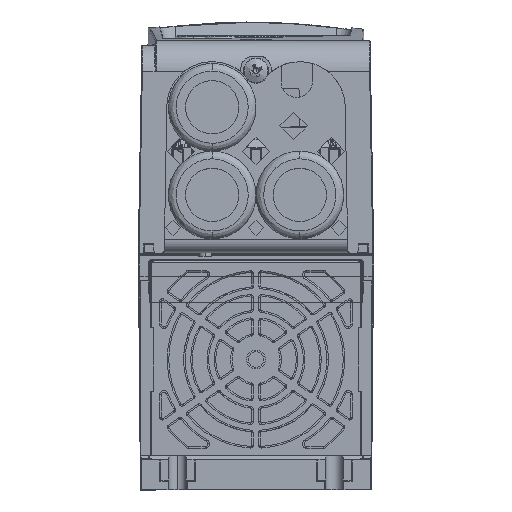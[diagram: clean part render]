
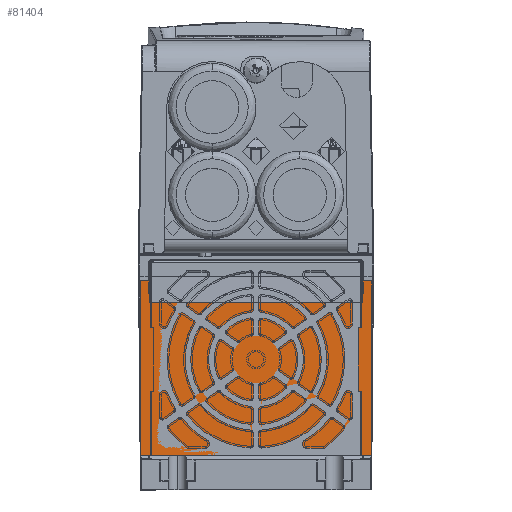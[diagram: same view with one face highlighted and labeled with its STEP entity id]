
A CAD part, front view. The second image highlights one B-rep face of the part: STEP entity #81404.
In plain terms, the highlighted planar face has unit normal (0, -1, 0).
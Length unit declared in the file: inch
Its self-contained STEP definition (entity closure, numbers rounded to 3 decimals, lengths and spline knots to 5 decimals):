
#483 = EDGE_CURVE ( 'NONE', #57332, #100433, #115781, .T. ) ;
#1128 = CARTESIAN_POINT ( 'NONE',  ( 1.34252, -3.15476, -0.3388 ) ) ;
#1583 = EDGE_CURVE ( 'NONE', #8037, #81850, #118151, .T. ) ;
#1614 = CARTESIAN_POINT ( 'NONE',  ( -1.45336, -3.15476, -2.8 ) ) ;
#1714 = CARTESIAN_POINT ( 'NONE',  ( -1.45336, -3.15476, -0.6 ) ) ;
#4652 = VERTEX_POINT ( 'NONE', #16903 ) ;
#6474 = CARTESIAN_POINT ( 'NONE',  ( -1.35023, -3.15476, -0.6 ) ) ;
#6476 = VECTOR ( 'NONE', #94890, 39.37008 ) ;
#7036 = FACE_OUTER_BOUND ( 'NONE', #37536, .T. ) ;
#8037 = VERTEX_POINT ( 'NONE', #182112 ) ;
#9932 = EDGE_CURVE ( 'NONE', #8037, #54809, #219090, .T. ) ;
#12683 = CARTESIAN_POINT ( 'NONE',  ( 0., -3.15476, -2.8 ) ) ;
#14220 = ORIENTED_EDGE ( 'NONE', *, *, #483, .F. ) ;
#16630 = CARTESIAN_POINT ( 'NONE',  ( 1.34252, -3.15476, -0.8749 ) ) ;
#16903 = CARTESIAN_POINT ( 'NONE',  ( -1.34252, -3.15476, -0.8749 ) ) ;
#17374 = ORIENTED_EDGE ( 'NONE', *, *, #141812, .T. ) ;
#24931 = CARTESIAN_POINT ( 'NONE',  ( 1.34806, -3.15476, -0.6455 ) ) ;
#25614 = ORIENTED_EDGE ( 'NONE', *, *, #45256, .F. ) ;
#30953 = ORIENTED_EDGE ( 'NONE', *, *, #218732, .F. ) ;
#37536 = EDGE_LOOP ( 'NONE', ( #146489, #40804, #193686, #175381, #30953, #151406, #25614, #17374, #14220, #51951 ) ) ;
#39166 = CARTESIAN_POINT ( 'NONE',  ( 0., -3.15476, -0.8749 ) ) ;
#40804 = ORIENTED_EDGE ( 'NONE', *, *, #140217, .F. ) ;
#42817 = CARTESIAN_POINT ( 'NONE',  ( 1.35023, -3.15476, -0.6 ) ) ;
#44093 = VECTOR ( 'NONE', #137485, 39.37008 ) ;
#44261 = CARTESIAN_POINT ( 'NONE',  ( 1.34252, -3.15476, -0.82763 ) ) ;
#45256 = EDGE_CURVE ( 'NONE', #50312, #4652, #76151, .T. ) ;
#47315 = CARTESIAN_POINT ( 'NONE',  ( -1.35023, -3.15476, -0.6 ) ) ;
#50312 = VERTEX_POINT ( 'NONE', #182958 ) ;
#51951 = ORIENTED_EDGE ( 'NONE', *, *, #117499, .T. ) ;
#53828 = CARTESIAN_POINT ( 'NONE',  ( 1.34252, -3.15476, -0.87317 ) ) ;
#54809 = VERTEX_POINT ( 'NONE', #53828 ) ;
#55377 = DIRECTION ( 'NONE',  ( 1., 0., 0. ) ) ;
#57332 = VERTEX_POINT ( 'NONE', #213307 ) ;
#59870 = AXIS2_PLACEMENT_3D ( 'NONE', #168802, #83966, #118297 ) ;
#64482 = CARTESIAN_POINT ( 'NONE',  ( -1.34252, -3.15476, -0.87318 ) ) ;
#71133 = CARTESIAN_POINT ( 'NONE',  ( 1.45336, -3.15476, -2.8 ) ) ;
#74849 = CARTESIAN_POINT ( 'NONE',  ( 1.34252, -3.15476, -0.87317 ) ) ;
#76151 = LINE ( 'NONE', #84714, #121522 ) ;
#81404 = ADVANCED_FACE ( 'NONE', ( #7036 ), #151731, .F. ) ;
#81587 = CARTESIAN_POINT ( 'NONE',  ( -1.34252, -3.15476, -0.82763 ) ) ;
#81850 = VERTEX_POINT ( 'NONE', #101571 ) ;
#83966 = DIRECTION ( 'NONE',  ( 0., 1., 0. ) ) ;
#84236 = LINE ( 'NONE', #39166, #166866 ) ;
#84714 = CARTESIAN_POINT ( 'NONE',  ( -1.34252, -3.15476, -0.3388 ) ) ;
#91997 = VECTOR ( 'NONE', #183825, 39.37008 ) ;
#92000 = LINE ( 'NONE', #1128, #44093 ) ;
#94890 = DIRECTION ( 'NONE',  ( 1., 0., 0. ) ) ;
#100433 = VERTEX_POINT ( 'NONE', #6474 ) ;
#101571 = CARTESIAN_POINT ( 'NONE',  ( 1.45336, -3.15476, -0.6 ) ) ;
#107436 = VECTOR ( 'NONE', #55377, 39.37008 ) ;
#110619 = VERTEX_POINT ( 'NONE', #71133 ) ;
#113761 = CARTESIAN_POINT ( 'NONE',  ( -1.3435, -3.15476, -0.78208 ) ) ;
#115781 = LINE ( 'NONE', #142525, #6476 ) ;
#117499 = EDGE_CURVE ( 'NONE', #57332, #140085, #166489, .T. ) ;
#118151 = LINE ( 'NONE', #1714, #107436 ) ;
#118297 = DIRECTION ( 'NONE',  ( -1., 0., 0. ) ) ;
#121522 = VECTOR ( 'NONE', #185892, 39.37008 ) ;
#126042 = EDGE_CURVE ( 'NONE', #188830, #4652, #84236, .T. ) ;
#135258 = VECTOR ( 'NONE', #188516, 39.37008 ) ;
#137485 = DIRECTION ( 'NONE',  ( 0., 0., 1. ) ) ;
#140085 = VERTEX_POINT ( 'NONE', #1614 ) ;
#140217 = EDGE_CURVE ( 'NONE', #81850, #110619, #180542, .T. ) ;
#141812 = EDGE_CURVE ( 'NONE', #50312, #100433, #158480, .T. ) ;
#142525 = CARTESIAN_POINT ( 'NONE',  ( -1.45336, -3.15476, -0.6 ) ) ;
#146326 = CARTESIAN_POINT ( 'NONE',  ( 1.34628, -3.15476, -0.69102 ) ) ;
#146489 = ORIENTED_EDGE ( 'NONE', *, *, #201754, .T. ) ;
#151406 = ORIENTED_EDGE ( 'NONE', *, *, #126042, .T. ) ;
#151731 = PLANE ( 'NONE',  #59870 ) ;
#152905 = VECTOR ( 'NONE', #215269, 39.37008 ) ;
#155836 = CARTESIAN_POINT ( 'NONE',  ( 1.45336, -3.15476, -1.7 ) ) ;
#158480 = B_SPLINE_CURVE_WITH_KNOTS ( 'NONE', 3,
 ( #64482, #81587, #113761, #167171, #182798, #47315 ),
 .UNSPECIFIED., .F., .F.,
 ( 4, 2, 4 ),
 ( 0., 0.00347, 0.00694 ),
 .UNSPECIFIED. ) ;
#163560 = LINE ( 'NONE', #12683, #152905 ) ;
#166489 = LINE ( 'NONE', #180207, #91997 ) ;
#166866 = VECTOR ( 'NONE', #174665, 39.37008 ) ;
#167171 = CARTESIAN_POINT ( 'NONE',  ( -1.34628, -3.15476, -0.69102 ) ) ;
#168802 = CARTESIAN_POINT ( 'NONE',  ( 0., -3.15476, -1.7 ) ) ;
#174665 = DIRECTION ( 'NONE',  ( -1., 0., 0. ) ) ;
#175381 = ORIENTED_EDGE ( 'NONE', *, *, #9932, .T. ) ;
#176837 = CARTESIAN_POINT ( 'NONE',  ( 1.3435, -3.15476, -0.78208 ) ) ;
#180207 = CARTESIAN_POINT ( 'NONE',  ( -1.45336, -3.15476, -1.7 ) ) ;
#180542 = LINE ( 'NONE', #155836, #135258 ) ;
#182112 = CARTESIAN_POINT ( 'NONE',  ( 1.35023, -3.15476, -0.6 ) ) ;
#182798 = CARTESIAN_POINT ( 'NONE',  ( -1.34806, -3.15476, -0.6455 ) ) ;
#182958 = CARTESIAN_POINT ( 'NONE',  ( -1.34252, -3.15476, -0.87318 ) ) ;
#183825 = DIRECTION ( 'NONE',  ( 0., 0., -1. ) ) ;
#185892 = DIRECTION ( 'NONE',  ( 0., 0., -1. ) ) ;
#188516 = DIRECTION ( 'NONE',  ( 0., 0., -1. ) ) ;
#188830 = VERTEX_POINT ( 'NONE', #16630 ) ;
#193686 = ORIENTED_EDGE ( 'NONE', *, *, #1583, .F. ) ;
#201754 = EDGE_CURVE ( 'NONE', #140085, #110619, #163560, .T. ) ;
#213307 = CARTESIAN_POINT ( 'NONE',  ( -1.45336, -3.15476, -0.6 ) ) ;
#215269 = DIRECTION ( 'NONE',  ( 1., 0., 0. ) ) ;
#218732 = EDGE_CURVE ( 'NONE', #188830, #54809, #92000, .T. ) ;
#219090 = B_SPLINE_CURVE_WITH_KNOTS ( 'NONE', 3,
 ( #42817, #24931, #146326, #176837, #44261, #74849 ),
 .UNSPECIFIED., .F., .F.,
 ( 4, 2, 4 ),
 ( 0., 0.00347, 0.00694 ),
 .UNSPECIFIED. ) ;
